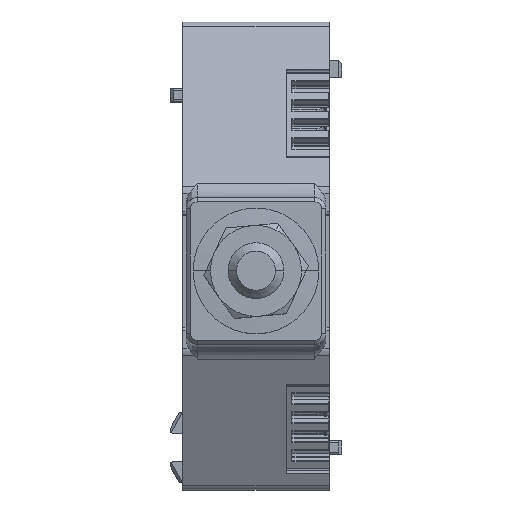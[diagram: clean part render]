
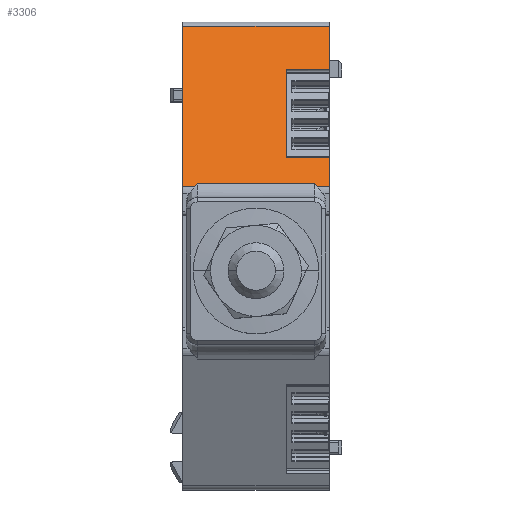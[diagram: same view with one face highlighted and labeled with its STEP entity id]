
A CAD part, top view. The second image highlights one B-rep face of the part: STEP entity #3306.
In plain terms, the highlighted planar face has unit normal (0, 0.478, 0.878).
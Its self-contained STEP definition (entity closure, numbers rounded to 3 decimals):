
#3228=AXIS2_PLACEMENT_3D('Plane Axis2P3D',#3225,#3226,#3227) ;
#1308=CARTESIAN_POINT('Vertex',(1.8,43.373,22.607)) ;
#1311=CARTESIAN_POINT('Line Origine',(1.8,54.873,16.352)) ;
#1315=CARTESIAN_POINT('Vertex',(1.8,66.373,10.098)) ;
#1650=CARTESIAN_POINT('Vertex',(22.8,47.599,20.308)) ;
#1653=CARTESIAN_POINT('Line Origine',(22.8,45.486,21.458)) ;
#1657=CARTESIAN_POINT('Vertex',(22.8,43.373,22.607)) ;
#2135=CARTESIAN_POINT('Vertex',(22.8,66.373,10.098)) ;
#2138=CARTESIAN_POINT('Line Origine',(22.8,63.311,11.763)) ;
#2142=CARTESIAN_POINT('Vertex',(22.8,60.25,13.428)) ;
#3210=CARTESIAN_POINT('Vertex',(3.532,43.373,22.607)) ;
#3213=CARTESIAN_POINT('Line Origine',(22.55,43.373,22.607)) ;
#3225=CARTESIAN_POINT('Axis2P3D Location',(12.3,41.8,23.462)) ;
#3230=CARTESIAN_POINT('Line Origine',(16.6,53.925,16.868)) ;
#3234=CARTESIAN_POINT('Vertex',(16.6,60.25,13.428)) ;
#3236=CARTESIAN_POINT('Vertex',(16.6,47.599,20.308)) ;
#3239=CARTESIAN_POINT('Line Origine',(19.7,60.25,13.428)) ;
#3244=CARTESIAN_POINT('Line Origine',(12.3,66.373,10.098)) ;
#3250=CARTESIAN_POINT('Control Point',(3.9,43.889,22.326)) ;
#3251=CARTESIAN_POINT('Control Point',(3.837,43.802,22.374)) ;
#3252=CARTESIAN_POINT('Control Point',(3.775,43.715,22.421)) ;
#3253=CARTESIAN_POINT('Control Point',(3.718,43.636,22.464)) ;
#3254=CARTESIAN_POINT('Control Point',(3.644,43.532,22.521)) ;
#3255=CARTESIAN_POINT('Control Point',(3.572,43.43,22.576)) ;
#3256=CARTESIAN_POINT('Control Point',(3.558,43.411,22.586)) ;
#3257=CARTESIAN_POINT('Control Point',(3.545,43.391,22.597)) ;
#3258=CARTESIAN_POINT('Control Point',(3.532,43.373,22.607)) ;
#3259=CARTESIAN_POINT('Vertex',(3.9,43.889,22.326)) ;
#3262=CARTESIAN_POINT('Line Origine',(12.3,43.889,22.326)) ;
#3266=CARTESIAN_POINT('Vertex',(20.7,43.889,22.326)) ;
#3270=CARTESIAN_POINT('Control Point',(21.068,43.373,22.607)) ;
#3271=CARTESIAN_POINT('Control Point',(21.012,43.453,22.563)) ;
#3272=CARTESIAN_POINT('Control Point',(20.951,43.539,22.517)) ;
#3273=CARTESIAN_POINT('Control Point',(20.903,43.606,22.48)) ;
#3274=CARTESIAN_POINT('Control Point',(20.826,43.714,22.422)) ;
#3275=CARTESIAN_POINT('Control Point',(20.748,43.823,22.362)) ;
#3276=CARTESIAN_POINT('Control Point',(20.732,43.845,22.35)) ;
#3277=CARTESIAN_POINT('Control Point',(20.716,43.867,22.338)) ;
#3278=CARTESIAN_POINT('Control Point',(20.7,43.889,22.326)) ;
#3279=CARTESIAN_POINT('Vertex',(21.068,43.373,22.607)) ;
#3282=CARTESIAN_POINT('Line Origine',(21.934,43.373,22.607)) ;
#3287=CARTESIAN_POINT('Line Origine',(19.7,47.599,20.308)) ;
#1312=DIRECTION('Vector Direction',(0.,-0.878,0.478)) ;
#1654=DIRECTION('Vector Direction',(0.,-0.878,0.478)) ;
#2139=DIRECTION('Vector Direction',(0.,-0.878,0.478)) ;
#3214=DIRECTION('Vector Direction',(1.,0.,0.)) ;
#3226=DIRECTION('Axis2P3D Direction',(0.,-0.478,-0.878)) ;
#3227=DIRECTION('Axis2P3D XDirection',(0.,0.878,-0.478)) ;
#3231=DIRECTION('Vector Direction',(0.,-0.878,0.478)) ;
#3240=DIRECTION('Vector Direction',(-1.,0.,0.)) ;
#3245=DIRECTION('Vector Direction',(1.,0.,0.)) ;
#3263=DIRECTION('Vector Direction',(-1.,0.,0.)) ;
#3283=DIRECTION('Vector Direction',(-1.,0.,0.)) ;
#3288=DIRECTION('Vector Direction',(1.,0.,0.)) ;
#1313=VECTOR('Line Direction',#1312,1.) ;
#1655=VECTOR('Line Direction',#1654,1.) ;
#2140=VECTOR('Line Direction',#2139,1.) ;
#3215=VECTOR('Line Direction',#3214,1.) ;
#3232=VECTOR('Line Direction',#3231,1.) ;
#3241=VECTOR('Line Direction',#3240,1.) ;
#3246=VECTOR('Line Direction',#3245,1.) ;
#3264=VECTOR('Line Direction',#3263,1.) ;
#3284=VECTOR('Line Direction',#3283,1.) ;
#3289=VECTOR('Line Direction',#3288,1.) ;
#3293=ORIENTED_EDGE('',*,*,#3238,.F.) ;
#3294=ORIENTED_EDGE('',*,*,#3243,.F.) ;
#3295=ORIENTED_EDGE('',*,*,#2144,.F.) ;
#3296=ORIENTED_EDGE('',*,*,#3248,.F.) ;
#3297=ORIENTED_EDGE('',*,*,#1317,.T.) ;
#3298=ORIENTED_EDGE('',*,*,#3217,.F.) ;
#3299=ORIENTED_EDGE('',*,*,#3261,.F.) ;
#3300=ORIENTED_EDGE('',*,*,#3268,.F.) ;
#3301=ORIENTED_EDGE('',*,*,#3281,.F.) ;
#3302=ORIENTED_EDGE('',*,*,#3286,.F.) ;
#3303=ORIENTED_EDGE('',*,*,#1659,.F.) ;
#3304=ORIENTED_EDGE('',*,*,#3291,.F.) ;
#3306=ADVANCED_FACE('31386_KLTR_GWBZ_WF8.1\\31386_KLTR_GWBZ_WF8-.1\\Koerper.2 31386_KLTR_GWBZ_WF8',(#3305),#3229,.F.) ;
#3249=B_SPLINE_CURVE_WITH_KNOTS('',5,(#3250,#3251,#3252,#3253,#3254,#3255,#3256,#3257,#3258),.UNSPECIFIED.,.F.,.U.,(6,3,6),(0.,0.802,0.991),.UNSPECIFIED.) ;
#3269=B_SPLINE_CURVE_WITH_KNOTS('',5,(#3270,#3271,#3272,#3273,#3274,#3275,#3276,#3277,#3278),.UNSPECIFIED.,.F.,.U.,(6,3,6),(0.,0.809,1.011),.UNSPECIFIED.) ;
#1317=EDGE_CURVE('',#1316,#1309,#1314,.T.) ;
#1659=EDGE_CURVE('',#1651,#1658,#1656,.T.) ;
#2144=EDGE_CURVE('',#2136,#2143,#2141,.T.) ;
#3217=EDGE_CURVE('',#3211,#1309,#3216,.F.) ;
#3238=EDGE_CURVE('',#3235,#3237,#3233,.T.) ;
#3243=EDGE_CURVE('',#2143,#3235,#3242,.T.) ;
#3248=EDGE_CURVE('',#1316,#2136,#3247,.T.) ;
#3261=EDGE_CURVE('',#3260,#3211,#3249,.T.) ;
#3268=EDGE_CURVE('',#3267,#3260,#3265,.T.) ;
#3281=EDGE_CURVE('',#3280,#3267,#3269,.T.) ;
#3286=EDGE_CURVE('',#1658,#3280,#3285,.T.) ;
#3291=EDGE_CURVE('',#3237,#1651,#3290,.T.) ;
#3292=EDGE_LOOP('',(#3293,#3294,#3295,#3296,#3297,#3298,#3299,#3300,#3301,#3302,#3303,#3304)) ;
#3305=FACE_OUTER_BOUND('',#3292,.T.) ;
#1314=LINE('Line',#1311,#1313) ;
#1656=LINE('Line',#1653,#1655) ;
#2141=LINE('Line',#2138,#2140) ;
#3216=LINE('Line',#3213,#3215) ;
#3233=LINE('Line',#3230,#3232) ;
#3242=LINE('Line',#3239,#3241) ;
#3247=LINE('Line',#3244,#3246) ;
#3265=LINE('Line',#3262,#3264) ;
#3285=LINE('Line',#3282,#3284) ;
#3290=LINE('Line',#3287,#3289) ;
#3229=PLANE('',#3228) ;
#1309=VERTEX_POINT('',#1308) ;
#1316=VERTEX_POINT('',#1315) ;
#1651=VERTEX_POINT('',#1650) ;
#1658=VERTEX_POINT('',#1657) ;
#2136=VERTEX_POINT('',#2135) ;
#2143=VERTEX_POINT('',#2142) ;
#3211=VERTEX_POINT('',#3210) ;
#3235=VERTEX_POINT('',#3234) ;
#3237=VERTEX_POINT('',#3236) ;
#3260=VERTEX_POINT('',#3259) ;
#3267=VERTEX_POINT('',#3266) ;
#3280=VERTEX_POINT('',#3279) ;
